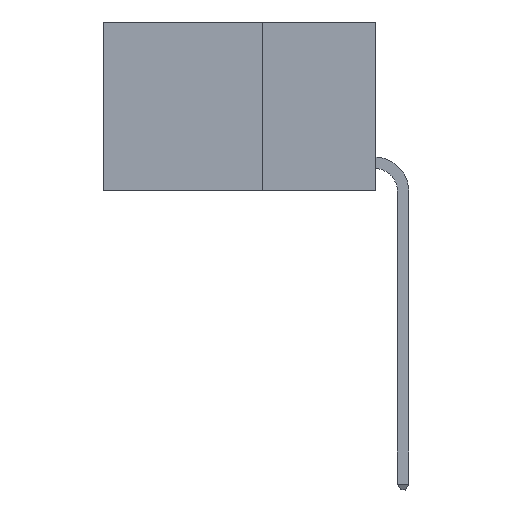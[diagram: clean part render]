
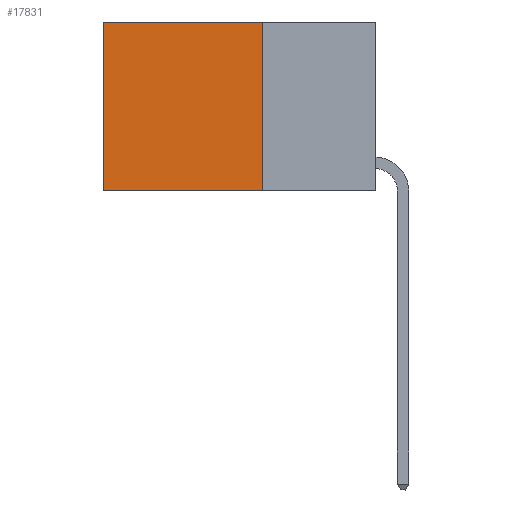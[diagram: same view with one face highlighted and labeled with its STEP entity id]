
A CAD part, left-side view. The second image highlights one B-rep face of the part: STEP entity #17831.
In plain terms, the highlighted planar face has unit normal (-1, 0, 0).
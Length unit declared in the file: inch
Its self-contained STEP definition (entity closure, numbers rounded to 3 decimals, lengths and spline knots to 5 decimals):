
#1649 = DIRECTION ( 'NONE',  ( 0., 0., -1. ) ) ;
#1992 = VECTOR ( 'NONE', #7079, 39.37008 ) ;
#2218 = CARTESIAN_POINT ( 'NONE',  ( 0.2625, 0.25, 0. ) ) ;
#2372 = LINE ( 'NONE', #17254, #16992 ) ;
#2648 = VERTEX_POINT ( 'NONE', #11445 ) ;
#2672 = CARTESIAN_POINT ( 'NONE',  ( 0.2625, 0.6, 0. ) ) ;
#2746 = DIRECTION ( 'NONE',  ( 0., 0., -1. ) ) ;
#3151 = ORIENTED_EDGE ( 'NONE', *, *, #18074, .F. ) ;
#3585 = CARTESIAN_POINT ( 'NONE',  ( 0.2625, 0.25, -0.37 ) ) ;
#4690 = EDGE_CURVE ( 'NONE', #11765, #5584, #11153, .T. ) ;
#4721 = LINE ( 'NONE', #3585, #15555 ) ;
#5584 = VERTEX_POINT ( 'NONE', #17470 ) ;
#6000 = CARTESIAN_POINT ( 'NONE',  ( 0.2625, 0.25, 0. ) ) ;
#6346 = LINE ( 'NONE', #2672, #1992 ) ;
#6587 = VERTEX_POINT ( 'NONE', #12723 ) ;
#6641 = EDGE_CURVE ( 'NONE', #2648, #6587, #6346, .T. ) ;
#6868 = VECTOR ( 'NONE', #2746, 39.37008 ) ;
#7079 = DIRECTION ( 'NONE',  ( 0., 0., -1. ) ) ;
#7161 = EDGE_LOOP ( 'NONE', ( #11478, #3151, #11465, #7433 ) ) ;
#7433 = ORIENTED_EDGE ( 'NONE', *, *, #12856, .T. ) ;
#7496 = DIRECTION ( 'NONE',  ( 0., 1., 0. ) ) ;
#7938 = DIRECTION ( 'NONE',  ( 0., 1., 0. ) ) ;
#8906 = PLANE ( 'NONE',  #16761 ) ;
#10357 = DIRECTION ( 'NONE',  ( 1., 0., 0. ) ) ;
#10615 = FACE_OUTER_BOUND ( 'NONE', #7161, .T. ) ;
#11153 = LINE ( 'NONE', #18232, #6868 ) ;
#11445 = CARTESIAN_POINT ( 'NONE',  ( 0.2625, 0.6, 0. ) ) ;
#11465 = ORIENTED_EDGE ( 'NONE', *, *, #4690, .F. ) ;
#11478 = ORIENTED_EDGE ( 'NONE', *, *, #6641, .T. ) ;
#11765 = VERTEX_POINT ( 'NONE', #2218 ) ;
#12723 = CARTESIAN_POINT ( 'NONE',  ( 0.2625, 0.6, -0.37 ) ) ;
#12856 = EDGE_CURVE ( 'NONE', #11765, #2648, #2372, .T. ) ;
#15555 = VECTOR ( 'NONE', #7938, 39.37008 ) ;
#16761 = AXIS2_PLACEMENT_3D ( 'NONE', #6000, #10357, #1649 ) ;
#16992 = VECTOR ( 'NONE', #7496, 39.37008 ) ;
#17254 = CARTESIAN_POINT ( 'NONE',  ( 0.2625, 0.25, 0. ) ) ;
#17470 = CARTESIAN_POINT ( 'NONE',  ( 0.2625, 0.25, -0.37 ) ) ;
#17831 = ADVANCED_FACE ( 'NONE', ( #10615 ), #8906, .F. ) ;
#18074 = EDGE_CURVE ( 'NONE', #5584, #6587, #4721, .T. ) ;
#18232 = CARTESIAN_POINT ( 'NONE',  ( 0.2625, 0.25, 0. ) ) ;
